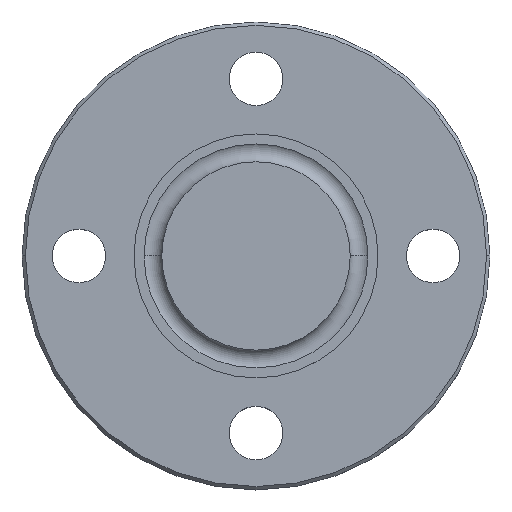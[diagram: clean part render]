
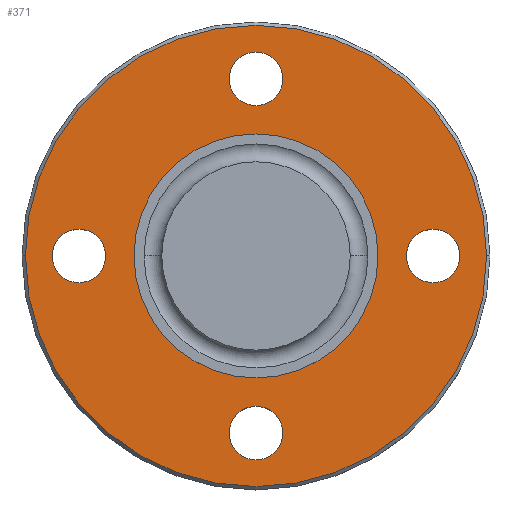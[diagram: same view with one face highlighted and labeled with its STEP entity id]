
A CAD part, top view. The second image highlights one B-rep face of the part: STEP entity #371.
In plain terms, the highlighted planar face has unit normal (0, 0, 1).
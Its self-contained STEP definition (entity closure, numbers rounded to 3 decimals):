
#3 = AXIS2_PLACEMENT_3D ( 'NONE', #323, #266, #500 ) ;
#4 = FACE_BOUND ( 'NONE', #173, .T. ) ;
#9 = ORIENTED_EDGE ( 'NONE', *, *, #619, .F. ) ;
#15 = VERTEX_POINT ( 'NONE', #518 ) ;
#16 = DIRECTION ( 'NONE',  ( 1., 0., 0. ) ) ;
#17 = VERTEX_POINT ( 'NONE', #637 ) ;
#21 = EDGE_CURVE ( 'NONE', #603, #288, #708, .T. ) ;
#25 = CARTESIAN_POINT ( 'NONE',  ( 26.5, 4., 10. ) ) ;
#26 = AXIS2_PLACEMENT_3D ( 'NONE', #214, #683, #163 ) ;
#40 = EDGE_CURVE ( 'NONE', #111, #17, #313, .T. ) ;
#72 = VERTEX_POINT ( 'NONE', #629 ) ;
#73 = AXIS2_PLACEMENT_3D ( 'NONE', #690, #293, #401 ) ;
#74 = AXIS2_PLACEMENT_3D ( 'NONE', #284, #273, #519 ) ;
#76 = DIRECTION ( 'NONE',  ( 0., 0., 1. ) ) ;
#86 = ORIENTED_EDGE ( 'NONE', *, *, #160, .F. ) ;
#95 = EDGE_CURVE ( 'NONE', #141, #72, #268, .T. ) ;
#98 = DIRECTION ( 'NONE',  ( 0., 0., 1. ) ) ;
#104 = CIRCLE ( 'NONE', #26, 4. ) ;
#107 = VERTEX_POINT ( 'NONE', #125 ) ;
#108 = CARTESIAN_POINT ( 'NONE',  ( 26.5, 0., 10. ) ) ;
#111 = VERTEX_POINT ( 'NONE', #693 ) ;
#125 = CARTESIAN_POINT ( 'NONE',  ( 18.25, 0., 10. ) ) ;
#141 = VERTEX_POINT ( 'NONE', #25 ) ;
#145 = EDGE_CURVE ( 'NONE', #15, #107, #633, .T. ) ;
#160 = EDGE_CURVE ( 'NONE', #107, #15, #483, .T. ) ;
#163 = DIRECTION ( 'NONE',  ( 0., 1., 0. ) ) ;
#167 = AXIS2_PLACEMENT_3D ( 'NONE', #656, #191, #203 ) ;
#173 = EDGE_LOOP ( 'NONE', ( #460, #9 ) ) ;
#177 = CARTESIAN_POINT ( 'NONE',  ( 0., 26.5, 10. ) ) ;
#184 = AXIS2_PLACEMENT_3D ( 'NONE', #177, #76, #631 ) ;
#191 = DIRECTION ( 'NONE',  ( 0., 0., 1. ) ) ;
#197 = EDGE_LOOP ( 'NONE', ( #440, #703 ) ) ;
#200 = DIRECTION ( 'NONE',  ( 1., 0., 0. ) ) ;
#203 = DIRECTION ( 'NONE',  ( -1., 0., 0. ) ) ;
#208 = DIRECTION ( 'NONE',  ( 0., -1., 0. ) ) ;
#212 = EDGE_LOOP ( 'NONE', ( #561, #504 ) ) ;
#213 = EDGE_CURVE ( 'NONE', #378, #449, #573, .T. ) ;
#214 = CARTESIAN_POINT ( 'NONE',  ( -26.5, 0., 10. ) ) ;
#220 = FACE_BOUND ( 'NONE', #549, .T. ) ;
#224 = FACE_BOUND ( 'NONE', #626, .T. ) ;
#226 = CARTESIAN_POINT ( 'NONE',  ( 0., -26.5, 10. ) ) ;
#230 = CIRCLE ( 'NONE', #598, 4. ) ;
#239 = CARTESIAN_POINT ( 'NONE',  ( 0., 0., 10. ) ) ;
#240 = AXIS2_PLACEMENT_3D ( 'NONE', #601, #98, #249 ) ;
#249 = DIRECTION ( 'NONE',  ( 1., 0., 0. ) ) ;
#251 = ORIENTED_EDGE ( 'NONE', *, *, #705, .T. ) ;
#260 = CARTESIAN_POINT ( 'NONE',  ( -26.5, -4., 10. ) ) ;
#266 = DIRECTION ( 'NONE',  ( 0., 0., 1. ) ) ;
#268 = CIRCLE ( 'NONE', #73, 4. ) ;
#273 = DIRECTION ( 'NONE',  ( 0., 0., -1. ) ) ;
#284 = CARTESIAN_POINT ( 'NONE',  ( 0., 34.5, 10. ) ) ;
#288 = VERTEX_POINT ( 'NONE', #353 ) ;
#293 = DIRECTION ( 'NONE',  ( 0., 0., 1. ) ) ;
#302 = AXIS2_PLACEMENT_3D ( 'NONE', #578, #527, #16 ) ;
#303 = AXIS2_PLACEMENT_3D ( 'NONE', #718, #654, #362 ) ;
#313 = CIRCLE ( 'NONE', #426, 4. ) ;
#323 = CARTESIAN_POINT ( 'NONE',  ( -26.5, 0., 10. ) ) ;
#337 = DIRECTION ( 'NONE',  ( -1., 0., 0. ) ) ;
#344 = CARTESIAN_POINT ( 'NONE',  ( -26.5, 4., 10. ) ) ;
#353 = CARTESIAN_POINT ( 'NONE',  ( -34.5, 0., 10. ) ) ;
#362 = DIRECTION ( 'NONE',  ( 1., 0., 0. ) ) ;
#371 = ADVANCED_FACE ( 'NONE', ( #4, #224, #627, #450, #220, #576 ), #689, .F. ) ;
#378 = VERTEX_POINT ( 'NONE', #638 ) ;
#382 = CIRCLE ( 'NONE', #302, 34.5 ) ;
#387 = CARTESIAN_POINT ( 'NONE',  ( 34.5, 0., 10. ) ) ;
#401 = DIRECTION ( 'NONE',  ( 0., -1., 0. ) ) ;
#408 = CARTESIAN_POINT ( 'NONE',  ( 0., 0., 10. ) ) ;
#420 = ORIENTED_EDGE ( 'NONE', *, *, #452, .F. ) ;
#421 = EDGE_CURVE ( 'NONE', #623, #540, #104, .T. ) ;
#425 = EDGE_LOOP ( 'NONE', ( #251, #608 ) ) ;
#426 = AXIS2_PLACEMENT_3D ( 'NONE', #226, #615, #337 ) ;
#440 = ORIENTED_EDGE ( 'NONE', *, *, #213, .F. ) ;
#449 = VERTEX_POINT ( 'NONE', #717 ) ;
#450 = FACE_BOUND ( 'NONE', #197, .T. ) ;
#452 = EDGE_CURVE ( 'NONE', #17, #111, #586, .T. ) ;
#460 = ORIENTED_EDGE ( 'NONE', *, *, #421, .F. ) ;
#482 = DIRECTION ( 'NONE',  ( 0., 0., 1. ) ) ;
#483 = CIRCLE ( 'NONE', #303, 18.25 ) ;
#500 = DIRECTION ( 'NONE',  ( 0., 1., 0. ) ) ;
#504 = ORIENTED_EDGE ( 'NONE', *, *, #95, .F. ) ;
#506 = ORIENTED_EDGE ( 'NONE', *, *, #145, .F. ) ;
#518 = CARTESIAN_POINT ( 'NONE',  ( -18.25, 0., 10. ) ) ;
#519 = DIRECTION ( 'NONE',  ( -1., 0., 0. ) ) ;
#527 = DIRECTION ( 'NONE',  ( 0., 0., 1. ) ) ;
#537 = CIRCLE ( 'NONE', #184, 4. ) ;
#540 = VERTEX_POINT ( 'NONE', #260 ) ;
#548 = EDGE_CURVE ( 'NONE', #72, #141, #230, .T. ) ;
#549 = EDGE_LOOP ( 'NONE', ( #86, #506 ) ) ;
#557 = DIRECTION ( 'NONE',  ( 0., 0., 1. ) ) ;
#561 = ORIENTED_EDGE ( 'NONE', *, *, #548, .F. ) ;
#567 = ORIENTED_EDGE ( 'NONE', *, *, #40, .F. ) ;
#573 = CIRCLE ( 'NONE', #240, 4. ) ;
#576 = FACE_OUTER_BOUND ( 'NONE', #425, .T. ) ;
#578 = CARTESIAN_POINT ( 'NONE',  ( 0., 0., 10. ) ) ;
#586 = CIRCLE ( 'NONE', #167, 4. ) ;
#597 = AXIS2_PLACEMENT_3D ( 'NONE', #408, #602, #672 ) ;
#598 = AXIS2_PLACEMENT_3D ( 'NONE', #108, #557, #208 ) ;
#601 = CARTESIAN_POINT ( 'NONE',  ( 0., 26.5, 10. ) ) ;
#602 = DIRECTION ( 'NONE',  ( 0., 0., 1. ) ) ;
#603 = VERTEX_POINT ( 'NONE', #387 ) ;
#608 = ORIENTED_EDGE ( 'NONE', *, *, #21, .T. ) ;
#615 = DIRECTION ( 'NONE',  ( 0., 0., 1. ) ) ;
#619 = EDGE_CURVE ( 'NONE', #540, #623, #711, .T. ) ;
#623 = VERTEX_POINT ( 'NONE', #344 ) ;
#624 = AXIS2_PLACEMENT_3D ( 'NONE', #239, #482, #200 ) ;
#626 = EDGE_LOOP ( 'NONE', ( #567, #420 ) ) ;
#627 = FACE_BOUND ( 'NONE', #212, .T. ) ;
#629 = CARTESIAN_POINT ( 'NONE',  ( 26.5, -4., 10. ) ) ;
#631 = DIRECTION ( 'NONE',  ( 1., 0., 0. ) ) ;
#633 = CIRCLE ( 'NONE', #624, 18.25 ) ;
#637 = CARTESIAN_POINT ( 'NONE',  ( 4., -26.5, 10. ) ) ;
#638 = CARTESIAN_POINT ( 'NONE',  ( 4., 26.5, 10. ) ) ;
#654 = DIRECTION ( 'NONE',  ( 0., 0., 1. ) ) ;
#656 = CARTESIAN_POINT ( 'NONE',  ( 0., -26.5, 10. ) ) ;
#672 = DIRECTION ( 'NONE',  ( 1., 0., 0. ) ) ;
#683 = DIRECTION ( 'NONE',  ( 0., 0., 1. ) ) ;
#689 = PLANE ( 'NONE',  #74 ) ;
#690 = CARTESIAN_POINT ( 'NONE',  ( 26.5, 0., 10. ) ) ;
#693 = CARTESIAN_POINT ( 'NONE',  ( -4., -26.5, 10. ) ) ;
#700 = EDGE_CURVE ( 'NONE', #449, #378, #537, .T. ) ;
#703 = ORIENTED_EDGE ( 'NONE', *, *, #700, .F. ) ;
#705 = EDGE_CURVE ( 'NONE', #288, #603, #382, .T. ) ;
#708 = CIRCLE ( 'NONE', #597, 34.5 ) ;
#711 = CIRCLE ( 'NONE', #3, 4. ) ;
#717 = CARTESIAN_POINT ( 'NONE',  ( -4., 26.5, 10. ) ) ;
#718 = CARTESIAN_POINT ( 'NONE',  ( 0., 0., 10. ) ) ;
